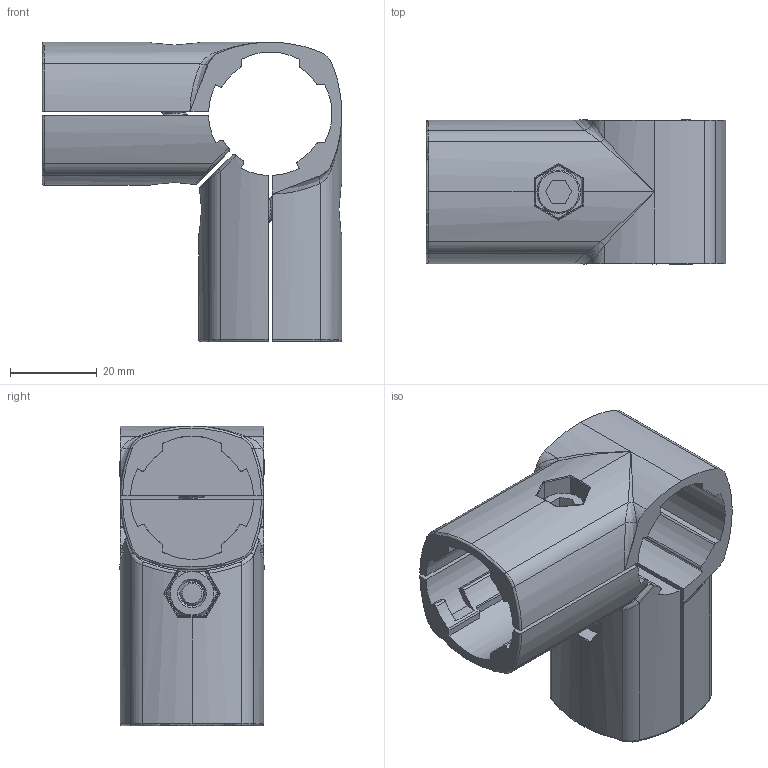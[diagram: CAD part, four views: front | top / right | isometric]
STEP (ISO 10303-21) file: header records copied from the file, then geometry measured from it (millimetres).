
FILE_DESCRIPTION (( 'STEP AP214' ), '1' );
FILE_NAME ('B406 Òðåõñòîðîííèé ñîåäèíèòåëü íàðóæíûé òðóáíûõ ïðîôèëåé Ô28.STEP', '2024-02-02T08:47:58', ( '' ), ( '' ), 'SwSTEP 2.0', 'SolidWorks 2022', '' );
FILE_SCHEMA (( 'AUTOMOTIVE_DESIGN' ));
Length unit declared in the file: millimetre
Products named in the file (1): B406 Трехсторонний соединитель наружный трубных профилей Ф28
Bounding box: 69 x 33.25 x 69 mm (x, y, z)
Volume: 48310.9 mm3; surface area: 28318.8 mm2
Topology: 7 solids, 7 shells, 640 faces, 1726 edges, 1112 vertices
Faces by surface type: cylinder 254, plane 200, bspline 104, cone 62, torus 20
Entity records: 42601 total; most frequent: CARTESIAN_POINT 20756, ORIENTED_EDGE 3452, DIRECTION 2536, EDGE_CURVE 1726, VERTEX_POINT 1112, AXIS2_PLACEMENT_3D 927, VECTOR 682, LINE 682
